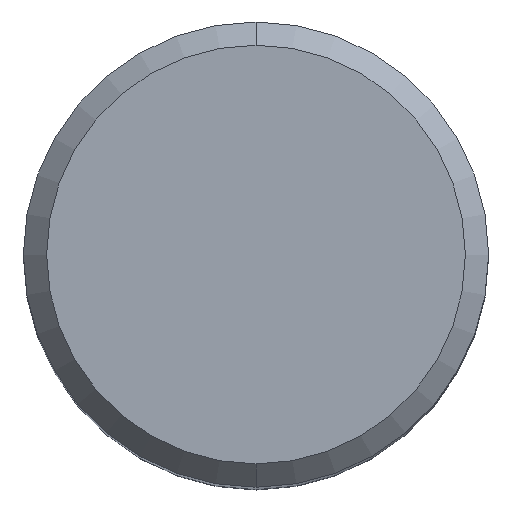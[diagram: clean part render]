
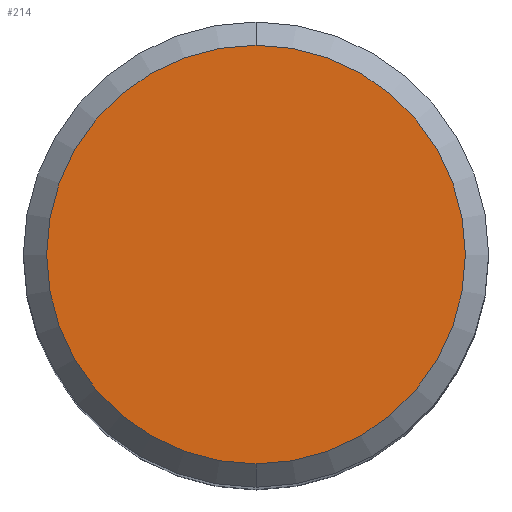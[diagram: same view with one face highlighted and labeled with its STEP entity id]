
A CAD part, top view. The second image highlights one B-rep face of the part: STEP entity #214.
In plain terms, the highlighted planar face has unit normal (0, 0, 1).
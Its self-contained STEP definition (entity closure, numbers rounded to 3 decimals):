
#182=EDGE_CURVE('',#352,#420,#484,.T.);
#196=EDGE_CURVE('',#420,#352,#500,.T.);
#214=ADVANCED_FACE('',(#521),#522,.T.);
#352=VERTEX_POINT('',#674);
#420=VERTEX_POINT('',#747);
#484=CIRCLE('',#835,9.0);
#500=CIRCLE('',#856,9.0);
#521=FACE_OUTER_BOUND('',#892,.T.);
#522=PLANE('',#893);
#674=CARTESIAN_POINT('',(0.,-9.0,0.0));
#747=CARTESIAN_POINT('',(0.0,9.0,0.0));
#835=AXIS2_PLACEMENT_3D('',#1596,#1597,#1598);
#856=AXIS2_PLACEMENT_3D('',#1617,#1618,#1619);
#892=EDGE_LOOP('',(#1650,#1651));
#893=AXIS2_PLACEMENT_3D('',#1652,#1653,#1654);
#1596=CARTESIAN_POINT('',(0.0,0.0,0.0));
#1597=DIRECTION('',(0.0,0.0,-1.0));
#1598=DIRECTION('',(0.0,1.0,0.0));
#1617=CARTESIAN_POINT('',(0.0,0.0,0.0));
#1618=DIRECTION('',(0.0,0.0,-1.0));
#1619=DIRECTION('',(0.0,1.0,0.0));
#1650=ORIENTED_EDGE('',*,*,#196,.F.);
#1651=ORIENTED_EDGE('',*,*,#182,.F.);
#1652=CARTESIAN_POINT('',(0.0,4.5,0.0));
#1653=DIRECTION('',(-0.0,0.0,1.0));
#1654=DIRECTION('',(0.0,-1.0,0.0));
